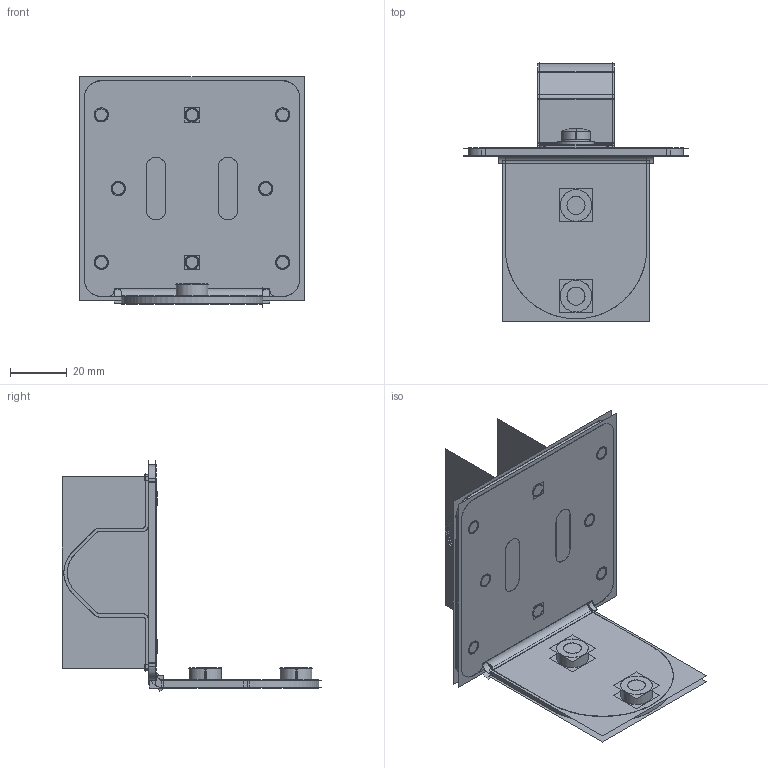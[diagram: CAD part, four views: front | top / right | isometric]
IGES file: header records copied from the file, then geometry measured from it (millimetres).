
Start section:  PTC IGES file: 202256.igs
Global section: file name: 202256.igs; native system: Creo Parametric by PTC Inc.; preprocessor: 2016260; author: pdmadmin; organization: Unknown; date: 20170913.071202; units: millimetre
Bounding box: 79.04 x 91.57 x 81.45 mm (x, y, z)
Volume: 25282.3 mm3; surface area: 117314.7 mm2
Topology: 10 solids, 18 shells, 552 faces, 2986 edges, 3872 vertices
Faces by surface type: revolution 330, bspline 222
